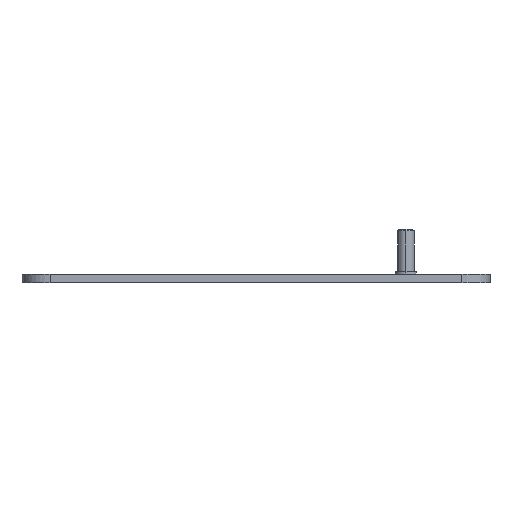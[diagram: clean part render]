
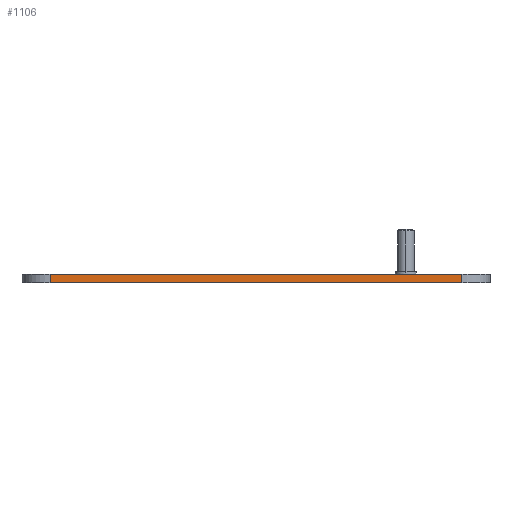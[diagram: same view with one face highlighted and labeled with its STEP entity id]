
A CAD part, left-side view. The second image highlights one B-rep face of the part: STEP entity #1106.
In plain terms, the highlighted planar face has unit normal (-1, 0, 0).
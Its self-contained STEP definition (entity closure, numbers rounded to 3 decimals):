
#1098=AXIS2_PLACEMENT_3D('Plane Axis2P3D',#1095,#1096,#1097) ;
#90=CARTESIAN_POINT('Vertex',(0.,157.,0.)) ;
#132=CARTESIAN_POINT('Vertex',(0.,10.,0.)) ;
#135=CARTESIAN_POINT('Line Origine',(0.,83.5,0.)) ;
#359=CARTESIAN_POINT('Vertex',(0.,157.,3.)) ;
#362=CARTESIAN_POINT('Line Origine',(0.,83.5,3.)) ;
#366=CARTESIAN_POINT('Vertex',(0.,10.,3.)) ;
#974=CARTESIAN_POINT('Line Origine',(0.,157.,3.)) ;
#1082=CARTESIAN_POINT('Line Origine',(0.,10.,3.)) ;
#1095=CARTESIAN_POINT('Axis2P3D Location',(0.,157.,3.)) ;
#136=DIRECTION('Vector Direction',(0.,1.,0.)) ;
#363=DIRECTION('Vector Direction',(0.,-1.,0.)) ;
#975=DIRECTION('Vector Direction',(0.,0.,1.)) ;
#1083=DIRECTION('Vector Direction',(0.,0.,1.)) ;
#1096=DIRECTION('Axis2P3D Direction',(1.,-0.,0.)) ;
#1097=DIRECTION('Axis2P3D XDirection',(0.,0.,-1.)) ;
#137=VECTOR('Line Direction',#136,1.) ;
#364=VECTOR('Line Direction',#363,1.) ;
#976=VECTOR('Line Direction',#975,1.) ;
#1084=VECTOR('Line Direction',#1083,1.) ;
#1101=ORIENTED_EDGE('',*,*,#1086,.F.) ;
#1102=ORIENTED_EDGE('',*,*,#368,.F.) ;
#1103=ORIENTED_EDGE('',*,*,#978,.F.) ;
#1104=ORIENTED_EDGE('',*,*,#139,.F.) ;
#1106=ADVANCED_FACE('1189840000-1-solid1',(#1105),#1099,.F.) ;
#139=EDGE_CURVE('',#133,#91,#138,.T.) ;
#368=EDGE_CURVE('',#360,#367,#365,.T.) ;
#978=EDGE_CURVE('',#91,#360,#977,.T.) ;
#1086=EDGE_CURVE('',#367,#133,#1085,.F.) ;
#1100=EDGE_LOOP('',(#1101,#1102,#1103,#1104)) ;
#1105=FACE_OUTER_BOUND('',#1100,.T.) ;
#138=LINE('Line',#135,#137) ;
#365=LINE('Line',#362,#364) ;
#977=LINE('Line',#974,#976) ;
#1085=LINE('Line',#1082,#1084) ;
#1099=PLANE('',#1098) ;
#91=VERTEX_POINT('',#90) ;
#133=VERTEX_POINT('',#132) ;
#360=VERTEX_POINT('',#359) ;
#367=VERTEX_POINT('',#366) ;
